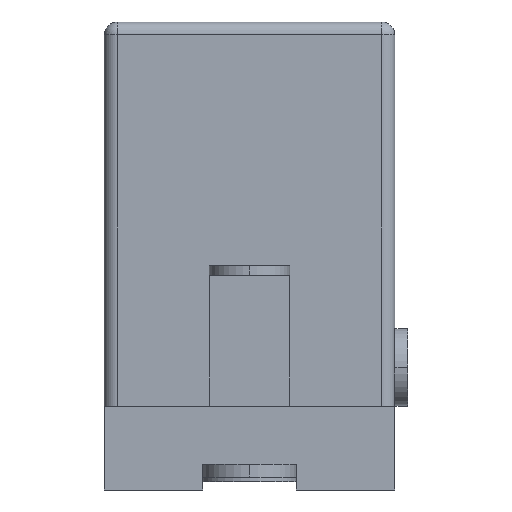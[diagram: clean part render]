
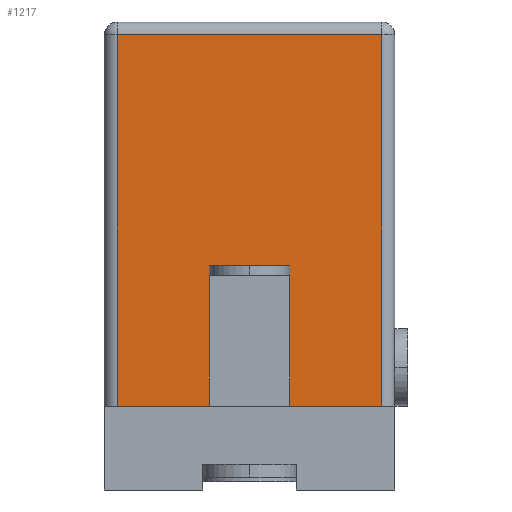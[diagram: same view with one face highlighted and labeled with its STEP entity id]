
A CAD part, front view. The second image highlights one B-rep face of the part: STEP entity #1217.
In plain terms, the highlighted planar face has unit normal (0, -1, 0).
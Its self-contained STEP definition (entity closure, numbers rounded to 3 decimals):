
#12 = LINE ( 'NONE', #4686, #4787 ) ;
#99 = ORIENTED_EDGE ( 'NONE', *, *, #3102, .T. ) ;
#244 = CARTESIAN_POINT ( 'NONE',  ( 1.25, -5.4, -11.9 ) ) ;
#540 = LINE ( 'NONE', #1924, #1288 ) ;
#564 = DIRECTION ( 'NONE',  ( 0., 0., -1. ) ) ;
#567 = VERTEX_POINT ( 'NONE', #3977 ) ;
#584 = DIRECTION ( 'NONE',  ( 0., 0., 1. ) ) ;
#696 = PLANE ( 'NONE',  #1081 ) ;
#717 = CARTESIAN_POINT ( 'NONE',  ( 4.5, -5.4, -11.9 ) ) ;
#744 = VECTOR ( 'NONE', #3731, 1000. ) ;
#766 = EDGE_CURVE ( 'NONE', #4068, #2862, #4569, .T. ) ;
#930 = VERTEX_POINT ( 'NONE', #3538 ) ;
#937 = VECTOR ( 'NONE', #2086, 1000. ) ;
#947 = CARTESIAN_POINT ( 'NONE',  ( -4.1, -5.4, -11.9 ) ) ;
#977 = VECTOR ( 'NONE', #2580, 1000. ) ;
#987 = EDGE_CURVE ( 'NONE', #930, #4068, #3214, .T. ) ;
#995 = LINE ( 'NONE', #2433, #937 ) ;
#1058 = CARTESIAN_POINT ( 'NONE',  ( 4.5, -5.4, -14.5 ) ) ;
#1073 = VECTOR ( 'NONE', #564, 1000. ) ;
#1081 = AXIS2_PLACEMENT_3D ( 'NONE', #1058, #4390, #1768 ) ;
#1217 = ADVANCED_FACE ( 'NONE', ( #4350 ), #696, .T. ) ;
#1288 = VECTOR ( 'NONE', #1943, 1000. ) ;
#1351 = EDGE_LOOP ( 'NONE', ( #3161, #99, #2059, #1469, #2576, #3386, #4108, #3561 ) ) ;
#1469 = ORIENTED_EDGE ( 'NONE', *, *, #987, .F. ) ;
#1688 = CARTESIAN_POINT ( 'NONE',  ( -1.25, -5.4, -7.55 ) ) ;
#1768 = DIRECTION ( 'NONE',  ( 1., 0., 0. ) ) ;
#1863 = EDGE_CURVE ( 'NONE', #4429, #2627, #3701, .T. ) ;
#1924 = CARTESIAN_POINT ( 'NONE',  ( -4.1, -5.4, -14.5 ) ) ;
#1943 = DIRECTION ( 'NONE',  ( 0., 0., -1. ) ) ;
#2059 = ORIENTED_EDGE ( 'NONE', *, *, #766, .F. ) ;
#2086 = DIRECTION ( 'NONE',  ( -1., 0., 0. ) ) ;
#2337 = LINE ( 'NONE', #717, #2679 ) ;
#2433 = CARTESIAN_POINT ( 'NONE',  ( -1.25, -5.4, -7.55 ) ) ;
#2530 = CARTESIAN_POINT ( 'NONE',  ( 1.25, -5.4, -7.55 ) ) ;
#2576 = ORIENTED_EDGE ( 'NONE', *, *, #3606, .F. ) ;
#2580 = DIRECTION ( 'NONE',  ( -1., 0., 0. ) ) ;
#2627 = VERTEX_POINT ( 'NONE', #4513 ) ;
#2631 = VERTEX_POINT ( 'NONE', #4343 ) ;
#2679 = VECTOR ( 'NONE', #3012, 1000. ) ;
#2742 = EDGE_CURVE ( 'NONE', #567, #4429, #12, .T. ) ;
#2862 = VERTEX_POINT ( 'NONE', #947 ) ;
#3012 = DIRECTION ( 'NONE',  ( -1., 0., 0. ) ) ;
#3102 = EDGE_CURVE ( 'NONE', #2627, #2862, #540, .T. ) ;
#3161 = ORIENTED_EDGE ( 'NONE', *, *, #1863, .T. ) ;
#3214 = LINE ( 'NONE', #1688, #1073 ) ;
#3287 = DIRECTION ( 'NONE',  ( 0., 0., 1. ) ) ;
#3386 = ORIENTED_EDGE ( 'NONE', *, *, #3699, .F. ) ;
#3534 = VECTOR ( 'NONE', #3287, 1000. ) ;
#3538 = CARTESIAN_POINT ( 'NONE',  ( -1.25, -5.4, -7.55 ) ) ;
#3561 = ORIENTED_EDGE ( 'NONE', *, *, #2742, .T. ) ;
#3606 = EDGE_CURVE ( 'NONE', #2631, #930, #995, .T. ) ;
#3666 = VERTEX_POINT ( 'NONE', #244 ) ;
#3699 = EDGE_CURVE ( 'NONE', #3666, #2631, #4527, .T. ) ;
#3701 = LINE ( 'NONE', #4456, #744 ) ;
#3720 = CARTESIAN_POINT ( 'NONE',  ( 4.1, -5.4, -0.4 ) ) ;
#3731 = DIRECTION ( 'NONE',  ( -1., 0., 0. ) ) ;
#3739 = CARTESIAN_POINT ( 'NONE',  ( 4.5, -5.4, -11.9 ) ) ;
#3760 = EDGE_CURVE ( 'NONE', #567, #3666, #2337, .T. ) ;
#3891 = CARTESIAN_POINT ( 'NONE',  ( -1.25, -5.4, -11.9 ) ) ;
#3977 = CARTESIAN_POINT ( 'NONE',  ( 4.1, -5.4, -11.9 ) ) ;
#4068 = VERTEX_POINT ( 'NONE', #3891 ) ;
#4108 = ORIENTED_EDGE ( 'NONE', *, *, #3760, .F. ) ;
#4343 = CARTESIAN_POINT ( 'NONE',  ( 1.25, -5.4, -7.55 ) ) ;
#4350 = FACE_OUTER_BOUND ( 'NONE', #1351, .T. ) ;
#4390 = DIRECTION ( 'NONE',  ( 0., -1., 0. ) ) ;
#4429 = VERTEX_POINT ( 'NONE', #3720 ) ;
#4456 = CARTESIAN_POINT ( 'NONE',  ( 4.5, -5.4, -0.4 ) ) ;
#4513 = CARTESIAN_POINT ( 'NONE',  ( -4.1, -5.4, -0.4 ) ) ;
#4527 = LINE ( 'NONE', #2530, #3534 ) ;
#4569 = LINE ( 'NONE', #3739, #977 ) ;
#4686 = CARTESIAN_POINT ( 'NONE',  ( 4.1, -5.4, -14.5 ) ) ;
#4787 = VECTOR ( 'NONE', #584, 1000. ) ;
